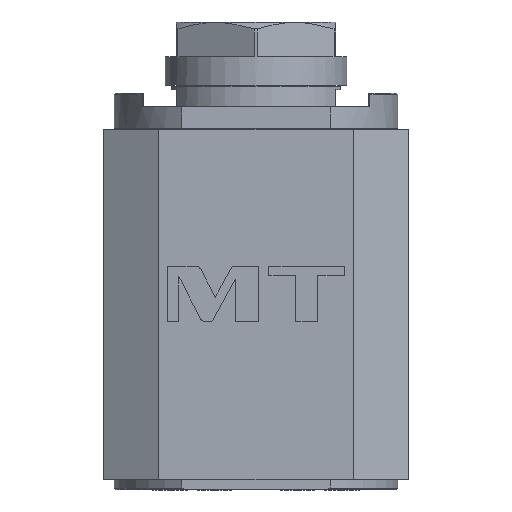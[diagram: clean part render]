
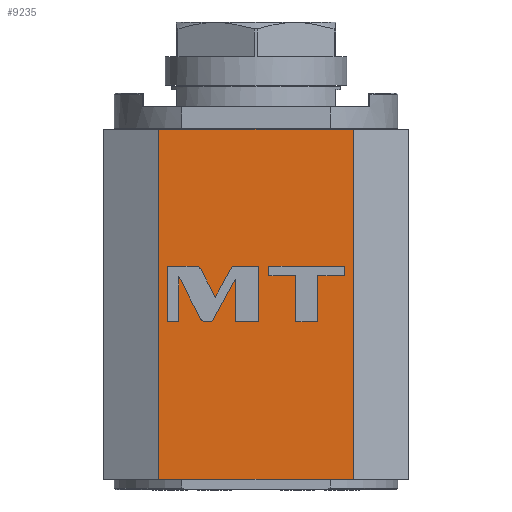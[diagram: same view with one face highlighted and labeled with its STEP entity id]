
A CAD part, left-side view. The second image highlights one B-rep face of the part: STEP entity #9235.
In plain terms, the highlighted planar face has unit normal (-1, 0, 0).
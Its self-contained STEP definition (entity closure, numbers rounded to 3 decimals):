
#3207=DIRECTION('',(0.,0.,1.));
#3208=VECTOR('',#3207,101.);
#3209=CARTESIAN_POINT('',(-102.,28.,-53.5));
#3210=LINE('',#3209,#3208);
#3211=DIRECTION('',(0.,-1.,0.));
#3212=VECTOR('',#3211,56.);
#3213=CARTESIAN_POINT('',(-102.,28.,47.5));
#3214=LINE('',#3213,#3212);
#3215=DIRECTION('',(0.,0.,1.));
#3216=VECTOR('',#3215,101.);
#3217=CARTESIAN_POINT('',(-102.,-28.,-53.5));
#3218=LINE('',#3217,#3216);
#3219=DIRECTION('',(0.,1.,0.));
#3220=VECTOR('',#3219,56.);
#3221=CARTESIAN_POINT('',(-102.,-28.,-53.5));
#3222=LINE('',#3221,#3220);
#3223=CARTESIAN_POINT('',(-102.,15.816,6.958));
#3224=CARTESIAN_POINT('',(-102.,16.148,7.601));
#3225=CARTESIAN_POINT('',(-102.,16.804,8.));
#3226=CARTESIAN_POINT('',(-102.,17.528,8.));
#3228=DIRECTION('',(0.,1.,0.));
#3229=VECTOR('',#3228,8.043);
#3230=CARTESIAN_POINT('',(-102.,17.528,8.));
#3231=LINE('',#3230,#3229);
#3232=DIRECTION('',(0.,0.,-1.));
#3233=VECTOR('',#3232,16.);
#3234=CARTESIAN_POINT('',(-102.,25.571,8.));
#3235=LINE('',#3234,#3233);
#3236=DIRECTION('',(0.,-1.,0.));
#3237=VECTOR('',#3236,3.328);
#3238=CARTESIAN_POINT('',(-102.,25.571,-8.));
#3239=LINE('',#3238,#3237);
#3240=DIRECTION('',(0.,0.,1.));
#3241=VECTOR('',#3240,12.962);
#3242=CARTESIAN_POINT('',(-102.,22.243,-8.));
#3243=LINE('',#3242,#3241);
#3244=DIRECTION('',(0.,-0.459,-0.888));
#3245=VECTOR('',#3244,13.419);
#3246=CARTESIAN_POINT('',(-102.,22.243,4.962));
#3247=LINE('',#3246,#3245);
#3248=CARTESIAN_POINT('',(-102.,16.08,-6.958));
#3249=CARTESIAN_POINT('',(-102.,15.747,-7.601));
#3250=CARTESIAN_POINT('',(-102.,15.091,-8.));
#3251=CARTESIAN_POINT('',(-102.,14.367,-8.));
#3253=DIRECTION('',(0.,-1.,0.));
#3254=VECTOR('',#3253,1.669);
#3255=CARTESIAN_POINT('',(-102.,14.367,-8.));
#3256=LINE('',#3255,#3254);
#3257=DIRECTION('',(0.,-0.481,0.877));
#3258=VECTOR('',#3257,13.883);
#3259=CARTESIAN_POINT('',(-102.,12.698,-8.));
#3260=LINE('',#3259,#3258);
#3261=DIRECTION('',(0.,0.,-1.));
#3262=VECTOR('',#3261,12.17);
#3263=CARTESIAN_POINT('',(-102.,6.018,4.17));
#3264=LINE('',#3263,#3262);
#3265=DIRECTION('',(0.,-1.,0.));
#3266=VECTOR('',#3265,6.733);
#3267=CARTESIAN_POINT('',(-102.,6.018,-8.));
#3268=LINE('',#3267,#3266);
#3269=DIRECTION('',(0.,0.,1.));
#3270=VECTOR('',#3269,16.);
#3271=CARTESIAN_POINT('',(-102.,-0.715,-8.));
#3272=LINE('',#3271,#3270);
#3273=DIRECTION('',(0.,1.,0.));
#3274=VECTOR('',#3273,7.59);
#3275=CARTESIAN_POINT('',(-102.,-0.715,8.));
#3276=LINE('',#3275,#3274);
#3277=DIRECTION('',(0.,0.481,-0.877));
#3278=VECTOR('',#3277,10.144);
#3279=CARTESIAN_POINT('',(-102.,6.875,8.));
#3280=LINE('',#3279,#3278);
#3281=DIRECTION('',(0.,0.459,0.888));
#3282=VECTOR('',#3281,8.838);
#3283=CARTESIAN_POINT('',(-102.,11.756,-0.893));
#3284=LINE('',#3283,#3282);
#3285=DIRECTION('',(0.,0.,-1.));
#3286=VECTOR('',#3285,13.275);
#3287=CARTESIAN_POINT('',(-102.,-11.475,5.275));
#3288=LINE('',#3287,#3286);
#3289=DIRECTION('',(0.,-1.,0.));
#3290=VECTOR('',#3289,6.337);
#3291=CARTESIAN_POINT('',(-102.,-11.475,-8.));
#3292=LINE('',#3291,#3290);
#3293=DIRECTION('',(0.,0.,1.));
#3294=VECTOR('',#3293,13.275);
#3295=CARTESIAN_POINT('',(-102.,-17.812,-8.));
#3296=LINE('',#3295,#3294);
#3297=DIRECTION('',(0.,-1.,0.));
#3298=VECTOR('',#3297,7.757);
#3299=CARTESIAN_POINT('',(-102.,-17.812,5.275));
#3300=LINE('',#3299,#3298);
#3301=DIRECTION('',(0.,0.,1.));
#3302=VECTOR('',#3301,2.725);
#3303=CARTESIAN_POINT('',(-102.,-25.569,5.275));
#3304=LINE('',#3303,#3302);
#3305=DIRECTION('',(0.,1.,0.));
#3306=VECTOR('',#3305,21.851);
#3307=CARTESIAN_POINT('',(-102.,-25.569,8.));
#3308=LINE('',#3307,#3306);
#3309=DIRECTION('',(0.,0.,-1.));
#3310=VECTOR('',#3309,2.725);
#3311=CARTESIAN_POINT('',(-102.,-3.718,8.));
#3312=LINE('',#3311,#3310);
#3313=DIRECTION('',(0.,-1.,0.));
#3314=VECTOR('',#3313,7.757);
#3315=CARTESIAN_POINT('',(-102.,-3.718,5.275));
#3316=LINE('',#3315,#3314);
#5001=CARTESIAN_POINT('',(-102.,28.,-53.5));
#5002=CARTESIAN_POINT('',(-102.,28.,47.5));
#5003=VERTEX_POINT('',#5001);
#5004=VERTEX_POINT('',#5002);
#5005=CARTESIAN_POINT('',(-102.,-28.,-53.5));
#5006=CARTESIAN_POINT('',(-102.,-28.,47.5));
#5007=VERTEX_POINT('',#5005);
#5008=VERTEX_POINT('',#5006);
#5967=CARTESIAN_POINT('',(-102.,15.816,6.958));
#5968=VERTEX_POINT('',#5967);
#5969=CARTESIAN_POINT('',(-102.,17.528,8.));
#5970=VERTEX_POINT('',#5969);
#5971=CARTESIAN_POINT('',(-102.,25.571,8.));
#5972=VERTEX_POINT('',#5971);
#5973=CARTESIAN_POINT('',(-102.,25.571,-8.));
#5974=VERTEX_POINT('',#5973);
#5975=CARTESIAN_POINT('',(-102.,22.243,-8.));
#5976=VERTEX_POINT('',#5975);
#5977=CARTESIAN_POINT('',(-102.,22.243,4.962));
#5978=VERTEX_POINT('',#5977);
#5979=CARTESIAN_POINT('',(-102.,16.08,-6.958));
#5980=VERTEX_POINT('',#5979);
#5981=CARTESIAN_POINT('',(-102.,14.367,-8.));
#5982=VERTEX_POINT('',#5981);
#5983=CARTESIAN_POINT('',(-102.,12.698,-8.));
#5984=VERTEX_POINT('',#5983);
#5985=CARTESIAN_POINT('',(-102.,6.018,4.17));
#5986=VERTEX_POINT('',#5985);
#5987=CARTESIAN_POINT('',(-102.,6.018,-8.));
#5988=VERTEX_POINT('',#5987);
#5989=CARTESIAN_POINT('',(-102.,-0.715,-8.));
#5990=VERTEX_POINT('',#5989);
#5991=CARTESIAN_POINT('',(-102.,-0.715,8.));
#5992=VERTEX_POINT('',#5991);
#5993=CARTESIAN_POINT('',(-102.,6.875,8.));
#5994=VERTEX_POINT('',#5993);
#5995=CARTESIAN_POINT('',(-102.,11.756,-0.893));
#5996=VERTEX_POINT('',#5995);
#5997=CARTESIAN_POINT('',(-102.,-11.475,5.275));
#5998=VERTEX_POINT('',#5997);
#5999=CARTESIAN_POINT('',(-102.,-11.475,-8.));
#6000=VERTEX_POINT('',#5999);
#6001=CARTESIAN_POINT('',(-102.,-17.812,-8.));
#6002=VERTEX_POINT('',#6001);
#6003=CARTESIAN_POINT('',(-102.,-17.812,5.275));
#6004=VERTEX_POINT('',#6003);
#6005=CARTESIAN_POINT('',(-102.,-25.569,5.275));
#6006=VERTEX_POINT('',#6005);
#6007=CARTESIAN_POINT('',(-102.,-25.569,8.));
#6008=VERTEX_POINT('',#6007);
#6009=CARTESIAN_POINT('',(-102.,-3.718,8.));
#6010=VERTEX_POINT('',#6009);
#6011=CARTESIAN_POINT('',(-102.,-3.718,5.275));
#6012=VERTEX_POINT('',#6011);
#9173=CARTESIAN_POINT('',(-102.,0.,0.));
#9174=DIRECTION('',(1.,0.,0.));
#9175=DIRECTION('',(0.,1.,0.));
#9176=AXIS2_PLACEMENT_3D('',#9173,#9174,#9175);
#9177=PLANE('',#9176);
#9179=ORIENTED_EDGE('',*,*,#9178,.T.);
#9180=ORIENTED_EDGE('',*,*,#6453,.T.);
#9181=ORIENTED_EDGE('',*,*,#9168,.F.);
#9182=ORIENTED_EDGE('',*,*,#6960,.T.);
#9183=EDGE_LOOP('',(#9179,#9180,#9181,#9182));
#9184=FACE_OUTER_BOUND('',#9183,.F.);
#9186=ORIENTED_EDGE('',*,*,#9185,.T.);
#9188=ORIENTED_EDGE('',*,*,#9187,.T.);
#9190=ORIENTED_EDGE('',*,*,#9189,.T.);
#9192=ORIENTED_EDGE('',*,*,#9191,.T.);
#9194=ORIENTED_EDGE('',*,*,#9193,.T.);
#9196=ORIENTED_EDGE('',*,*,#9195,.T.);
#9198=ORIENTED_EDGE('',*,*,#9197,.T.);
#9200=ORIENTED_EDGE('',*,*,#9199,.T.);
#9202=ORIENTED_EDGE('',*,*,#9201,.T.);
#9204=ORIENTED_EDGE('',*,*,#9203,.T.);
#9206=ORIENTED_EDGE('',*,*,#9205,.T.);
#9208=ORIENTED_EDGE('',*,*,#9207,.T.);
#9210=ORIENTED_EDGE('',*,*,#9209,.T.);
#9212=ORIENTED_EDGE('',*,*,#9211,.T.);
#9214=ORIENTED_EDGE('',*,*,#9213,.T.);
#9215=EDGE_LOOP('',(#9186,#9188,#9190,#9192,#9194,#9196,#9198,#9200,#9202,#9204,
#9206,#9208,#9210,#9212,#9214));
#9216=FACE_BOUND('',#9215,.F.);
#9218=ORIENTED_EDGE('',*,*,#9217,.T.);
#9220=ORIENTED_EDGE('',*,*,#9219,.T.);
#9222=ORIENTED_EDGE('',*,*,#9221,.T.);
#9224=ORIENTED_EDGE('',*,*,#9223,.T.);
#9226=ORIENTED_EDGE('',*,*,#9225,.T.);
#9228=ORIENTED_EDGE('',*,*,#9227,.T.);
#9230=ORIENTED_EDGE('',*,*,#9229,.T.);
#9232=ORIENTED_EDGE('',*,*,#9231,.T.);
#9233=EDGE_LOOP('',(#9218,#9220,#9222,#9224,#9226,#9228,#9230,#9232));
#9234=FACE_BOUND('',#9233,.F.);
#9235=ADVANCED_FACE('',(#9184,#9216,#9234),#9177,.F.);
#3227=B_SPLINE_CURVE_WITH_KNOTS('',3,(#3223,#3224,#3225,#3226),.UNSPECIFIED.,
.F.,.F.,(4,4),(0.,1.),.UNSPECIFIED.);
#3252=B_SPLINE_CURVE_WITH_KNOTS('',3,(#3248,#3249,#3250,#3251),.UNSPECIFIED.,
.F.,.F.,(4,4),(0.,1.),.UNSPECIFIED.);
#6453=EDGE_CURVE('',#5004,#5008,#3214,.T.);
#6960=EDGE_CURVE('',#5007,#5003,#3222,.T.);
#9168=EDGE_CURVE('',#5007,#5008,#3218,.T.);
#9178=EDGE_CURVE('',#5003,#5004,#3210,.T.);
#9185=EDGE_CURVE('',#5968,#5970,#3227,.T.);
#9187=EDGE_CURVE('',#5970,#5972,#3231,.T.);
#9189=EDGE_CURVE('',#5972,#5974,#3235,.T.);
#9191=EDGE_CURVE('',#5974,#5976,#3239,.T.);
#9193=EDGE_CURVE('',#5976,#5978,#3243,.T.);
#9195=EDGE_CURVE('',#5978,#5980,#3247,.T.);
#9197=EDGE_CURVE('',#5980,#5982,#3252,.T.);
#9199=EDGE_CURVE('',#5982,#5984,#3256,.T.);
#9201=EDGE_CURVE('',#5984,#5986,#3260,.T.);
#9203=EDGE_CURVE('',#5986,#5988,#3264,.T.);
#9205=EDGE_CURVE('',#5988,#5990,#3268,.T.);
#9207=EDGE_CURVE('',#5990,#5992,#3272,.T.);
#9209=EDGE_CURVE('',#5992,#5994,#3276,.T.);
#9211=EDGE_CURVE('',#5994,#5996,#3280,.T.);
#9213=EDGE_CURVE('',#5996,#5968,#3284,.T.);
#9217=EDGE_CURVE('',#5998,#6000,#3288,.T.);
#9219=EDGE_CURVE('',#6000,#6002,#3292,.T.);
#9221=EDGE_CURVE('',#6002,#6004,#3296,.T.);
#9223=EDGE_CURVE('',#6004,#6006,#3300,.T.);
#9225=EDGE_CURVE('',#6006,#6008,#3304,.T.);
#9227=EDGE_CURVE('',#6008,#6010,#3308,.T.);
#9229=EDGE_CURVE('',#6010,#6012,#3312,.T.);
#9231=EDGE_CURVE('',#6012,#5998,#3316,.T.);
